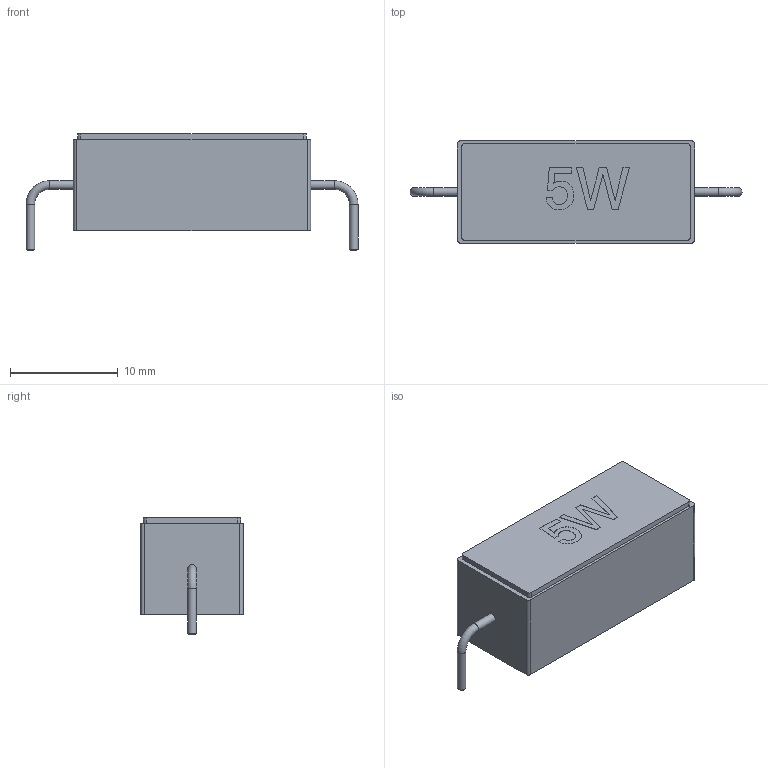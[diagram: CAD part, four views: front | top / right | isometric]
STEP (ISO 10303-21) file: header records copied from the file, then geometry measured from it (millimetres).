
FILE_DESCRIPTION(/* description */ ('Alibre Inc.'),/* implementation_level */ '2;1');
FILE_NAME(/* name */ 'export0',/* time_stamp */ '2012-09-30T22:17:59+03:00',/* author */ (''),/* organization */ (''),/* preprocessor_version */ 'ST-DEVELOPER v14',/* originating_system */ 'Alibre',/* authorisation */ '');
FILE_SCHEMA (('AUTOMOTIVE_DESIGN'));
Length unit declared in the file: centimetre
Bounding box: 30.8 x 9.5 x 10.81 mm (x, y, z)
Volume: 1880.6 mm3; surface area: 1025.7 mm2
Topology: 1 solids, 1 shells, 65 faces, 168 edges, 110 vertices
Faces by surface type: plane 35, bspline 14, cylinder 12, cone 2, torus 2
Full cylindrical faces by diameter (mm): 0.8 x4
Entity records: 2012 total; most frequent: CARTESIAN_POINT 461, ORIENTED_EDGE 320, DIRECTION 223, EDGE_CURVE 160, VERTEX_POINT 110, VECTOR 106, LINE 106, EDGE_LOOP 78
